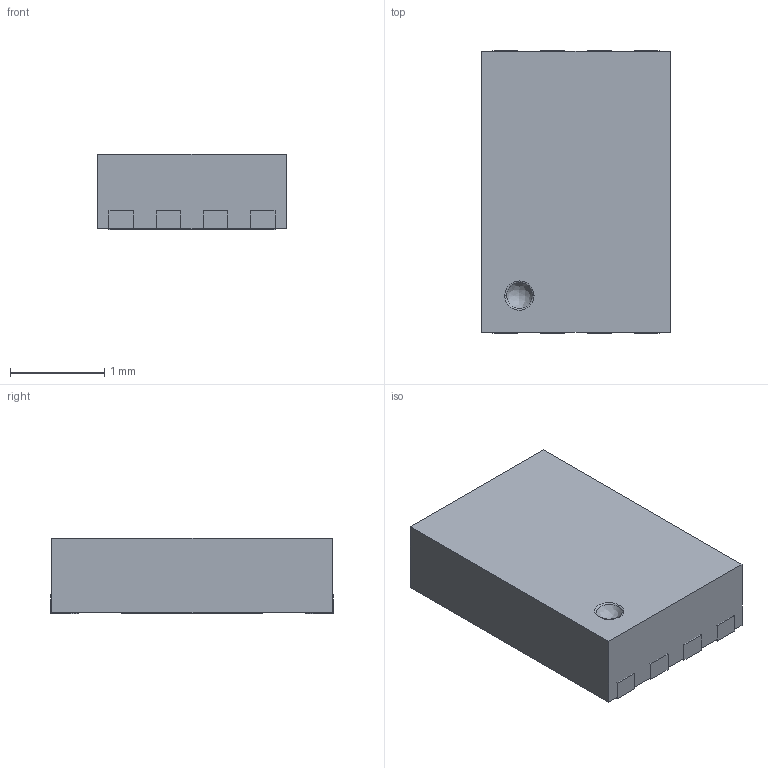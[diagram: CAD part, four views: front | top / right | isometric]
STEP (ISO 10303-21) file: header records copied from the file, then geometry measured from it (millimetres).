
FILE_DESCRIPTION (( 'STEP AP214' ), '1' );
FILE_NAME ('User Library-TDFN-8-1.STEP', '2019-07-24T21:50:00', ( '' ), ( '' ), 'SwSTEP 2.0', 'SolidWorks 2019', '' );
FILE_SCHEMA (( 'AUTOMOTIVE_DESIGN' ));
Length unit declared in the file: millimetre
Products named in the file (3): User Library-TDFN-8-1_Fusion; User Library-TDFN-8-1_Fillet; User Library-TDFN-8-1
Assembly tree (2 placements, depth 2):
  User Library-TDFN-8-1
    User Library-TDFN-8-1_Fillet
    User Library-TDFN-8-1_Fusion
Bounding box: 2 x 3 x 0.8 mm (x, y, z)
Surface area: 28.3 mm2
Topology: 10 solids, 10 shells, 79 faces, 174 edges, 116 vertices
Faces by surface type: plane 60, cylinder 16, bspline 3
Entity records: 3362 total; most frequent: CARTESIAN_POINT 551, DIRECTION 362, ORIENTED_EDGE 348, EDGE_CURVE 174, VECTOR 136, LINE 136, VERTEX_POINT 116, AXIS2_PLACEMENT_3D 113
